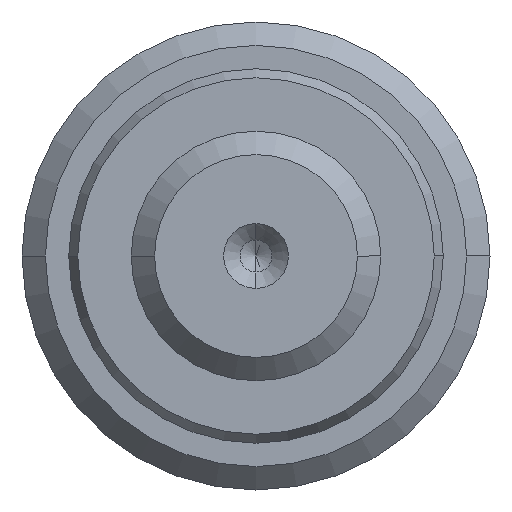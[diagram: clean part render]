
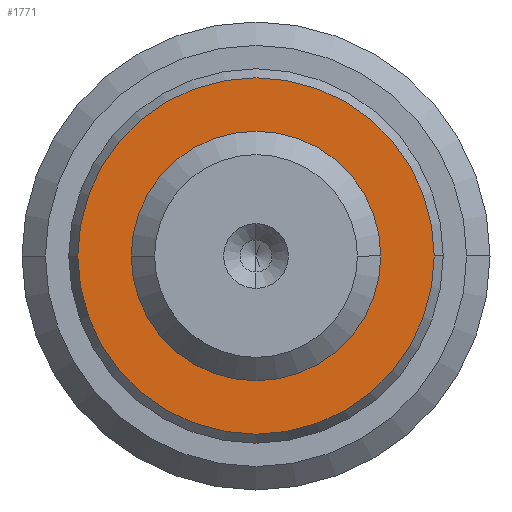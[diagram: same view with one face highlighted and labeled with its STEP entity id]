
A CAD part, left-side view. The second image highlights one B-rep face of the part: STEP entity #1771.
In plain terms, the highlighted planar face has unit normal (-1, 0, 0).
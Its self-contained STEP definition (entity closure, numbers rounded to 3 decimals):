
#31 = DIRECTION ( 'NONE',  ( 0., -1., 0. ) ) ;
#159 = CARTESIAN_POINT ( 'NONE',  ( -24.5, -11.423, 0. ) ) ;
#174 = CIRCLE ( 'NONE', #2259, 6. ) ;
#180 = VERTEX_POINT ( 'NONE', #2401 ) ;
#187 = CARTESIAN_POINT ( 'NONE',  ( -24.5, 0., 0. ) ) ;
#273 = ORIENTED_EDGE ( 'NONE', *, *, #379, .T. ) ;
#360 = AXIS2_PLACEMENT_3D ( 'NONE', #187, #507, #2404 ) ;
#379 = EDGE_CURVE ( 'NONE', #695, #180, #595, .T. ) ;
#381 = CARTESIAN_POINT ( 'NONE',  ( -24.5, 0., 0. ) ) ;
#382 = DIRECTION ( 'NONE',  ( 1., 0., 0. ) ) ;
#507 = DIRECTION ( 'NONE',  ( -1., 0., 0. ) ) ;
#524 = AXIS2_PLACEMENT_3D ( 'NONE', #381, #771, #2272 ) ;
#529 = EDGE_LOOP ( 'NONE', ( #742, #1416 ) ) ;
#545 = EDGE_LOOP ( 'NONE', ( #273, #950 ) ) ;
#591 = CARTESIAN_POINT ( 'NONE',  ( -24.5, 0., 0. ) ) ;
#595 = CIRCLE ( 'NONE', #524, 6. ) ;
#653 = DIRECTION ( 'NONE',  ( 0., -1., 0. ) ) ;
#695 = VERTEX_POINT ( 'NONE', #1284 ) ;
#742 = ORIENTED_EDGE ( 'NONE', *, *, #1187, .T. ) ;
#771 = DIRECTION ( 'NONE',  ( 1., 0., 0. ) ) ;
#882 = CIRCLE ( 'NONE', #360, 11.423 ) ;
#950 = ORIENTED_EDGE ( 'NONE', *, *, #1817, .T. ) ;
#952 = CARTESIAN_POINT ( 'NONE',  ( -24.5, 0., 0. ) ) ;
#1173 = DIRECTION ( 'NONE',  ( -1., 0., 0. ) ) ;
#1187 = EDGE_CURVE ( 'NONE', #1446, #2280, #882, .T. ) ;
#1188 = DIRECTION ( 'NONE',  ( -1., 0., 0. ) ) ;
#1224 = CARTESIAN_POINT ( 'NONE',  ( -24.5, 11.423, 0. ) ) ;
#1284 = CARTESIAN_POINT ( 'NONE',  ( -24.5, 0., 6. ) ) ;
#1357 = AXIS2_PLACEMENT_3D ( 'NONE', #591, #1173, #31 ) ;
#1398 = CARTESIAN_POINT ( 'NONE',  ( -24.5, 0., 0. ) ) ;
#1416 = ORIENTED_EDGE ( 'NONE', *, *, #2244, .T. ) ;
#1446 = VERTEX_POINT ( 'NONE', #1224 ) ;
#1545 = FACE_OUTER_BOUND ( 'NONE', #529, .T. ) ;
#1734 = FACE_BOUND ( 'NONE', #545, .T. ) ;
#1771 = ADVANCED_FACE ( 'NONE', ( #1734, #1545 ), #2438, .T. ) ;
#1817 = EDGE_CURVE ( 'NONE', #180, #695, #174, .T. ) ;
#1980 = CIRCLE ( 'NONE', #2296, 11.423 ) ;
#2102 = DIRECTION ( 'NONE',  ( 0., -1., 0. ) ) ;
#2244 = EDGE_CURVE ( 'NONE', #2280, #1446, #1980, .T. ) ;
#2259 = AXIS2_PLACEMENT_3D ( 'NONE', #952, #382, #2102 ) ;
#2272 = DIRECTION ( 'NONE',  ( 0., -1., 0. ) ) ;
#2280 = VERTEX_POINT ( 'NONE', #159 ) ;
#2296 = AXIS2_PLACEMENT_3D ( 'NONE', #1398, #1188, #653 ) ;
#2401 = CARTESIAN_POINT ( 'NONE',  ( -24.5, 0., -6. ) ) ;
#2404 = DIRECTION ( 'NONE',  ( 0., -1., 0. ) ) ;
#2438 = PLANE ( 'NONE',  #1357 ) ;
